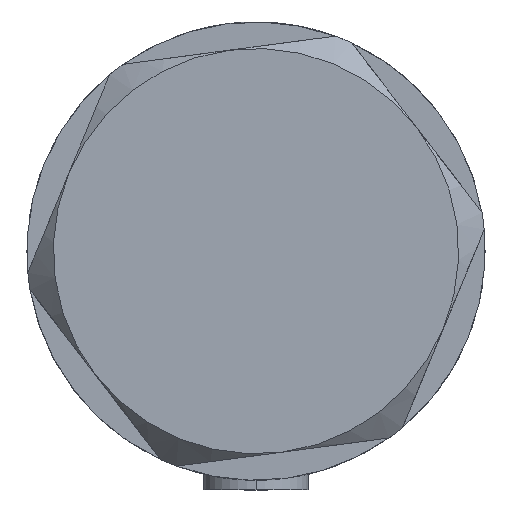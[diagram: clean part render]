
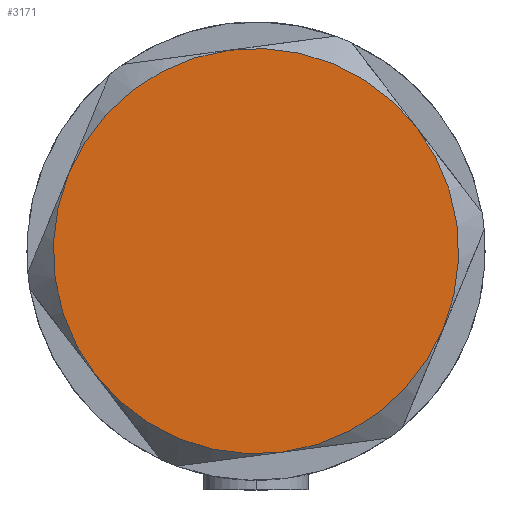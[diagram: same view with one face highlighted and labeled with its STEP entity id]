
A CAD part, left-side view. The second image highlights one B-rep face of the part: STEP entity #3171.
In plain terms, the highlighted face is planar.
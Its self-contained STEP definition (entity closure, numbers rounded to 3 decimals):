
#49 = CARTESIAN_POINT ( 'NONE',  ( 11.5, -19.919, 9. ) ) ;
#133 = EDGE_LOOP ( 'NONE', ( #5156, #3033, #2756, #3176, #755, #3385 ) ) ;
#391 = CIRCLE ( 'NONE', #1980, 23. ) ;
#469 = CARTESIAN_POINT ( 'NONE',  ( 0., 0., 9. ) ) ;
#614 = CARTESIAN_POINT ( 'NONE',  ( 0., 0., 9. ) ) ;
#653 = VERTEX_POINT ( 'NONE', #4511 ) ;
#714 = EDGE_CURVE ( 'NONE', #1089, #4250, #3353, .T. ) ;
#755 = ORIENTED_EDGE ( 'NONE', *, *, #3252, .T. ) ;
#756 = VERTEX_POINT ( 'NONE', #4495 ) ;
#792 = CARTESIAN_POINT ( 'NONE',  ( 0., 0., 9. ) ) ;
#905 = CARTESIAN_POINT ( 'NONE',  ( -11.5, -19.919, 9. ) ) ;
#1069 = AXIS2_PLACEMENT_3D ( 'NONE', #792, #2028, #3996 ) ;
#1089 = VERTEX_POINT ( 'NONE', #3345 ) ;
#1180 = CARTESIAN_POINT ( 'NONE',  ( 0., 0., 9. ) ) ;
#1234 = CARTESIAN_POINT ( 'NONE',  ( 11.5, 19.919, 9. ) ) ;
#1237 = CARTESIAN_POINT ( 'NONE',  ( 0., 0., 9. ) ) ;
#1355 = DIRECTION ( 'NONE',  ( 1., 0., 0. ) ) ;
#1419 = DIRECTION ( 'NONE',  ( 1., 0., 0. ) ) ;
#1671 = DIRECTION ( 'NONE',  ( 1., 0., 0. ) ) ;
#1680 = EDGE_CURVE ( 'NONE', #4683, #1089, #391, .T. ) ;
#1872 = EDGE_CURVE ( 'NONE', #756, #653, #5092, .T. ) ;
#1980 = AXIS2_PLACEMENT_3D ( 'NONE', #2157, #3698, #1355 ) ;
#2028 = DIRECTION ( 'NONE',  ( 0., 0., 1. ) ) ;
#2088 = CIRCLE ( 'NONE', #3068, 23. ) ;
#2091 = DIRECTION ( 'NONE',  ( 0., 0., 1. ) ) ;
#2157 = CARTESIAN_POINT ( 'NONE',  ( 0., 0., 9. ) ) ;
#2192 = DIRECTION ( 'NONE',  ( 0., 0., 1. ) ) ;
#2322 = AXIS2_PLACEMENT_3D ( 'NONE', #1180, #4347, #2807 ) ;
#2518 = DIRECTION ( 'NONE',  ( 1., 0., 0. ) ) ;
#2558 = AXIS2_PLACEMENT_3D ( 'NONE', #1237, #4008, #3503 ) ;
#2756 = ORIENTED_EDGE ( 'NONE', *, *, #4461, .T. ) ;
#2807 = DIRECTION ( 'NONE',  ( 1., 0., 0. ) ) ;
#2953 = DIRECTION ( 'NONE',  ( 0., 0., 1. ) ) ;
#3033 = ORIENTED_EDGE ( 'NONE', *, *, #714, .T. ) ;
#3068 = AXIS2_PLACEMENT_3D ( 'NONE', #4510, #2953, #2518 ) ;
#3171 = ADVANCED_FACE ( 'NONE', ( #3576 ), #4801, .T. ) ;
#3176 = ORIENTED_EDGE ( 'NONE', *, *, #1872, .T. ) ;
#3252 = EDGE_CURVE ( 'NONE', #653, #4951, #3460, .T. ) ;
#3274 = AXIS2_PLACEMENT_3D ( 'NONE', #469, #2091, #1671 ) ;
#3345 = CARTESIAN_POINT ( 'NONE',  ( 23., 0., 9. ) ) ;
#3353 = CIRCLE ( 'NONE', #3274, 23. ) ;
#3385 = ORIENTED_EDGE ( 'NONE', *, *, #3577, .T. ) ;
#3460 = CIRCLE ( 'NONE', #4554, 23. ) ;
#3503 = DIRECTION ( 'NONE',  ( 1., 0., 0. ) ) ;
#3576 = FACE_OUTER_BOUND ( 'NONE', #133, .T. ) ;
#3577 = EDGE_CURVE ( 'NONE', #4951, #4683, #4038, .T. ) ;
#3698 = DIRECTION ( 'NONE',  ( 0., 0., 1. ) ) ;
#3996 = DIRECTION ( 'NONE',  ( 1., 0., 0. ) ) ;
#4008 = DIRECTION ( 'NONE',  ( 0., 0., 1. ) ) ;
#4038 = CIRCLE ( 'NONE', #1069, 23. ) ;
#4250 = VERTEX_POINT ( 'NONE', #1234 ) ;
#4347 = DIRECTION ( 'NONE',  ( 0., 0., 1. ) ) ;
#4461 = EDGE_CURVE ( 'NONE', #4250, #756, #2088, .T. ) ;
#4495 = CARTESIAN_POINT ( 'NONE',  ( -11.5, 19.919, 9. ) ) ;
#4510 = CARTESIAN_POINT ( 'NONE',  ( 0., 0., 9. ) ) ;
#4511 = CARTESIAN_POINT ( 'NONE',  ( -23., 0., 9. ) ) ;
#4554 = AXIS2_PLACEMENT_3D ( 'NONE', #614, #2192, #1419 ) ;
#4683 = VERTEX_POINT ( 'NONE', #49 ) ;
#4801 = PLANE ( 'NONE',  #2322 ) ;
#4951 = VERTEX_POINT ( 'NONE', #905 ) ;
#5092 = CIRCLE ( 'NONE', #2558, 23. ) ;
#5156 = ORIENTED_EDGE ( 'NONE', *, *, #1680, .T. ) ;
